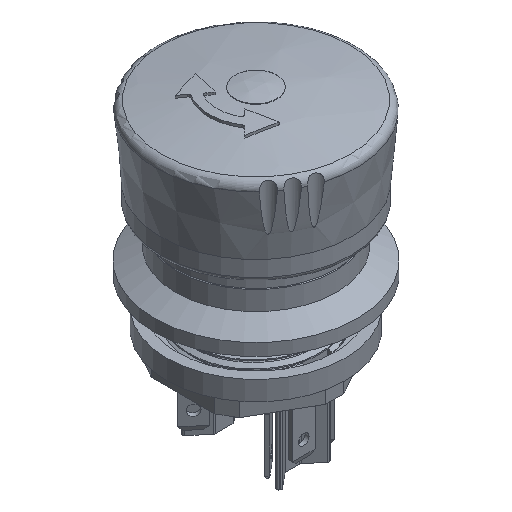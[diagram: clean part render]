
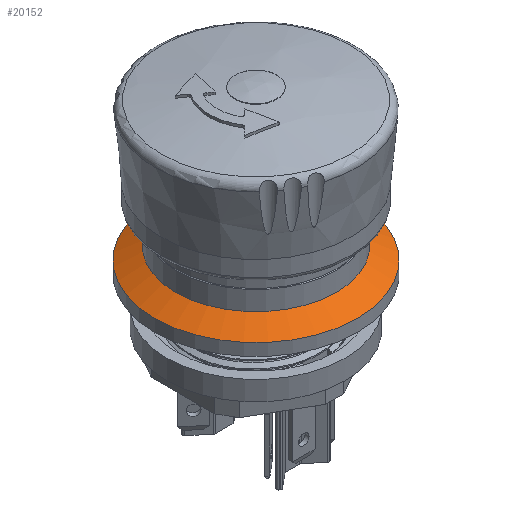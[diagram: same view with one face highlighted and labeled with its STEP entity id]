
A CAD part, isometric view. The second image highlights one B-rep face of the part: STEP entity #20152.
In plain terms, the highlighted conical face has half-angle 60 degrees and reference radius 11.213 mm.
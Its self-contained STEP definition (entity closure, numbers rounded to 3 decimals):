
#21=CONICAL_SURFACE('',#21374,11.213,1.047);
#1929=FACE_OUTER_BOUND('',#2996,.T.);
#2996=EDGE_LOOP('',(#18781,#18782,#18783,#18784,#18785,#18786));
#3251=CIRCLE('',#21372,9.925);
#3252=CIRCLE('',#21373,9.925);
#3253=CIRCLE('',#21375,12.5);
#3254=CIRCLE('',#21376,12.5);
#5913=LINE('',#35321,#8417);
#8417=VECTOR('',#26255,11.213);
#10300=VERTEX_POINT('',#35314);
#10301=VERTEX_POINT('',#35316);
#10302=VERTEX_POINT('',#35320);
#10303=VERTEX_POINT('',#35322);
#13155=EDGE_CURVE('',#10300,#10301,#3251,.T.);
#13156=EDGE_CURVE('',#10301,#10300,#3252,.T.);
#13157=EDGE_CURVE('',#10300,#10302,#5913,.T.);
#13158=EDGE_CURVE('',#10302,#10303,#3253,.T.);
#13159=EDGE_CURVE('',#10303,#10302,#3254,.T.);
#18781=ORIENTED_EDGE('',*,*,#13156,.F.);
#18782=ORIENTED_EDGE('',*,*,#13155,.F.);
#18783=ORIENTED_EDGE('',*,*,#13157,.T.);
#18784=ORIENTED_EDGE('',*,*,#13158,.T.);
#18785=ORIENTED_EDGE('',*,*,#13159,.T.);
#18786=ORIENTED_EDGE('',*,*,#13157,.F.);
#20152=ADVANCED_FACE('',(#1929),#21,.T.);
#21372=AXIS2_PLACEMENT_3D('',#35317,#26249,#26250);
#21373=AXIS2_PLACEMENT_3D('',#35318,#26251,#26252);
#21374=AXIS2_PLACEMENT_3D('',#35319,#26253,#26254);
#21375=AXIS2_PLACEMENT_3D('',#35323,#26256,#26257);
#21376=AXIS2_PLACEMENT_3D('',#35324,#26258,#26259);
#26249=DIRECTION('center_axis',(0.,0.,1.));
#26250=DIRECTION('ref_axis',(1.,0.,0.));
#26251=DIRECTION('center_axis',(0.,0.,1.));
#26252=DIRECTION('ref_axis',(1.,0.,0.));
#26253=DIRECTION('center_axis',(0.,0.,-1.));
#26254=DIRECTION('ref_axis',(1.,0.,0.));
#26255=DIRECTION('',(-0.866,0.,-0.5));
#26256=DIRECTION('center_axis',(0.,0.,1.));
#26257=DIRECTION('ref_axis',(1.,0.,0.));
#26258=DIRECTION('center_axis',(0.,0.,1.));
#26259=DIRECTION('ref_axis',(1.,0.,0.));
#35314=CARTESIAN_POINT('',(-9.925,0.,2.987));
#35316=CARTESIAN_POINT('',(9.925,0.,2.987));
#35317=CARTESIAN_POINT('Origin',(0.,0.,2.987));
#35318=CARTESIAN_POINT('Origin',(0.,0.,2.987));
#35319=CARTESIAN_POINT('Origin',(0.,0.,2.243));
#35320=CARTESIAN_POINT('',(-12.5,0.,1.5));
#35321=CARTESIAN_POINT('',(-11.213,0.,2.243));
#35322=CARTESIAN_POINT('',(12.5,0.,1.5));
#35323=CARTESIAN_POINT('Origin',(0.,0.,1.5));
#35324=CARTESIAN_POINT('Origin',(0.,0.,1.5));
